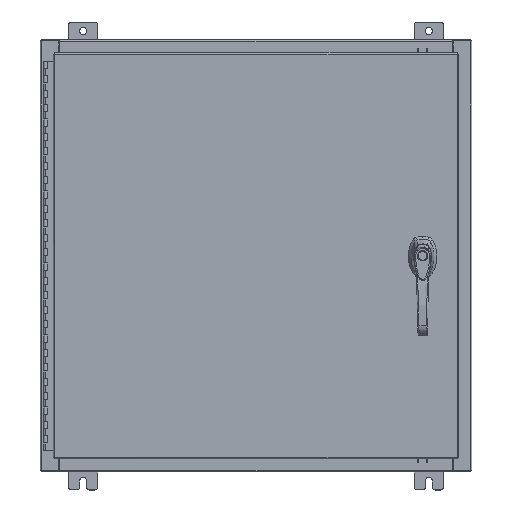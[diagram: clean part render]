
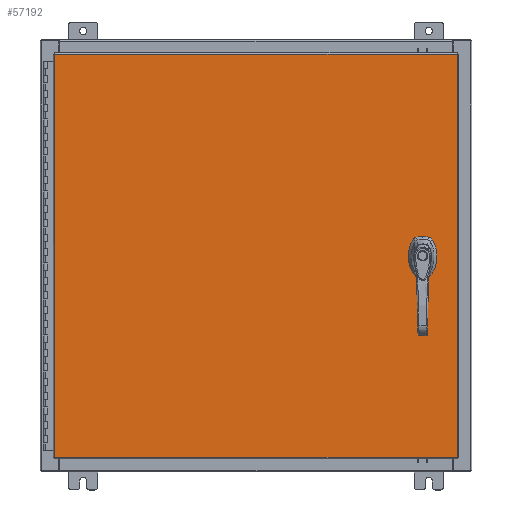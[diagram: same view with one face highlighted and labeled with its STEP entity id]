
A CAD part, top view. The second image highlights one B-rep face of the part: STEP entity #57192.
In plain terms, the highlighted planar face has unit normal (0, 0, 1).
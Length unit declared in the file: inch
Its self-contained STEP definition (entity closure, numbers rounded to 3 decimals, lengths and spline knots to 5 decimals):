
#920 = EDGE_CURVE ( 'NONE', #31760, #57025, #40111, .T. ) ;
#1006 = ORIENTED_EDGE ( 'NONE', *, *, #920, .T. ) ;
#1892 = DIRECTION ( 'NONE',  ( 1., 0., 0. ) ) ;
#3084 = ORIENTED_EDGE ( 'NONE', *, *, #23940, .F. ) ;
#3165 = DIRECTION ( 'NONE',  ( 1., 0., 0. ) ) ;
#5112 = DIRECTION ( 'NONE',  ( 1., 0., 0. ) ) ;
#7985 = PLANE ( 'NONE',  #12321 ) ;
#9828 = CIRCLE ( 'NONE', #86755, 0.45 ) ;
#11159 = LINE ( 'NONE', #80328, #35662 ) ;
#12321 = AXIS2_PLACEMENT_3D ( 'NONE', #118197, #81818, #26531 ) ;
#12332 = CARTESIAN_POINT ( 'NONE',  ( 11.175, 0.20023, 0. ) ) ;
#12863 = EDGE_CURVE ( 'NONE', #90050, #31760, #11159, .T. ) ;
#13140 = VERTEX_POINT ( 'NONE', #111107 ) ;
#13327 = VERTEX_POINT ( 'NONE', #95280 ) ;
#14532 = ORIENTED_EDGE ( 'NONE', *, *, #79408, .T. ) ;
#16488 = EDGE_LOOP ( 'NONE', ( #14532, #62279, #69290, #3084, #18712, #20028, #28277, #35988 ) ) ;
#18082 = EDGE_CURVE ( 'NONE', #39199, #113970, #72504, .T. ) ;
#18330 = CARTESIAN_POINT ( 'NONE',  ( 13.9903, 14.0063, 0. ) ) ;
#18382 = LINE ( 'NONE', #84003, #113749 ) ;
#18712 = ORIENTED_EDGE ( 'NONE', *, *, #106381, .F. ) ;
#19209 = VECTOR ( 'NONE', #3165, 39.37008 ) ;
#19370 = DIRECTION ( 'NONE',  ( 0., 0., 1. ) ) ;
#20028 = ORIENTED_EDGE ( 'NONE', *, *, #61012, .F. ) ;
#21275 = VECTOR ( 'NONE', #42811, 39.37008 ) ;
#21833 = EDGE_CURVE ( 'NONE', #13327, #119392, #78193, .T. ) ;
#22304 = VERTEX_POINT ( 'NONE', #12332 ) ;
#22851 = CARTESIAN_POINT ( 'NONE',  ( 11.578, 0., 0. ) ) ;
#23267 = VERTEX_POINT ( 'NONE', #79270 ) ;
#23940 = EDGE_CURVE ( 'NONE', #47905, #111630, #78112, .T. ) ;
#24356 = ORIENTED_EDGE ( 'NONE', *, *, #18082, .F. ) ;
#24473 = ORIENTED_EDGE ( 'NONE', *, *, #56872, .T. ) ;
#25968 = CARTESIAN_POINT ( 'NONE',  ( 11.37777, 0.403, 0. ) ) ;
#26531 = DIRECTION ( 'NONE',  ( -1., 0., 0. ) ) ;
#28277 = ORIENTED_EDGE ( 'NONE', *, *, #82336, .F. ) ;
#31760 = VERTEX_POINT ( 'NONE', #18330 ) ;
#32106 = DIRECTION ( 'NONE',  ( 1., 0., 0. ) ) ;
#33021 = VECTOR ( 'NONE', #101363, 39.37008 ) ;
#34561 = DIRECTION ( 'NONE',  ( 0., 0., 1. ) ) ;
#34736 = EDGE_CURVE ( 'NONE', #23267, #13140, #90211, .T. ) ;
#35662 = VECTOR ( 'NONE', #61732, 39.37008 ) ;
#35988 = ORIENTED_EDGE ( 'NONE', *, *, #34736, .F. ) ;
#36209 = VERTEX_POINT ( 'NONE', #25968 ) ;
#36631 = CARTESIAN_POINT ( 'NONE',  ( 13.9903, -14.0063, 0. ) ) ;
#39199 = VERTEX_POINT ( 'NONE', #45824 ) ;
#40111 = LINE ( 'NONE', #44847, #86364 ) ;
#40232 = ORIENTED_EDGE ( 'NONE', *, *, #103432, .F. ) ;
#42811 = DIRECTION ( 'NONE',  ( 1., 0., 0. ) ) ;
#42861 = LINE ( 'NONE', #107475, #21275 ) ;
#44180 = VECTOR ( 'NONE', #112685, 39.37008 ) ;
#44516 = CARTESIAN_POINT ( 'NONE',  ( 11.7495, -1.338, 0. ) ) ;
#44847 = CARTESIAN_POINT ( 'NONE',  ( 13.9903, 14.0063, 0. ) ) ;
#45824 = CARTESIAN_POINT ( 'NONE',  ( 11.4065, -1.338, 0. ) ) ;
#47329 = DIRECTION ( 'NONE',  ( 0., 0., 1. ) ) ;
#47905 = VERTEX_POINT ( 'NONE', #109015 ) ;
#48009 = AXIS2_PLACEMENT_3D ( 'NONE', #74649, #19370, #83992 ) ;
#50048 = FACE_BOUND ( 'NONE', #85686, .T. ) ;
#54310 = AXIS2_PLACEMENT_3D ( 'NONE', #89898, #34561, #99200 ) ;
#55911 = FACE_OUTER_BOUND ( 'NONE', #63060, .T. ) ;
#56872 = EDGE_CURVE ( 'NONE', #57025, #66779, #18382, .T. ) ;
#57025 = VERTEX_POINT ( 'NONE', #69708 ) ;
#57138 = DIRECTION ( 'NONE',  ( 0., 0., 1. ) ) ;
#57192 = ADVANCED_FACE ( 'NONE', ( #50048, #55911, #99223 ), #7985, .F. ) ;
#57304 = CARTESIAN_POINT ( 'NONE',  ( 11.175, 0., 0. ) ) ;
#57607 = LINE ( 'NONE', #92050, #33021 ) ;
#60318 = DIRECTION ( 'NONE',  ( 0., 0., 1. ) ) ;
#61012 = EDGE_CURVE ( 'NONE', #36209, #22304, #9828, .T. ) ;
#61732 = DIRECTION ( 'NONE',  ( 0., 1., 0. ) ) ;
#62279 = ORIENTED_EDGE ( 'NONE', *, *, #21833, .F. ) ;
#62627 = DIRECTION ( 'NONE',  ( -1., 0., 0. ) ) ;
#63060 = EDGE_LOOP ( 'NONE', ( #83390, #69296, #1006, #24473 ) ) ;
#63828 = DIRECTION ( 'NONE',  ( -1., 0., 0. ) ) ;
#66779 = VERTEX_POINT ( 'NONE', #103454 ) ;
#69290 = ORIENTED_EDGE ( 'NONE', *, *, #94175, .F. ) ;
#69296 = ORIENTED_EDGE ( 'NONE', *, *, #12863, .T. ) ;
#69708 = CARTESIAN_POINT ( 'NONE',  ( -13.9903, 14.0063, 0. ) ) ;
#71670 = LINE ( 'NONE', #57304, #44180 ) ;
#72504 = CIRCLE ( 'NONE', #48009, 0.1715 ) ;
#73125 = LINE ( 'NONE', #99455, #116465 ) ;
#74649 = CARTESIAN_POINT ( 'NONE',  ( 11.578, -1.338, 0. ) ) ;
#75462 = DIRECTION ( 'NONE',  ( 0., -1., 0. ) ) ;
#78112 = CIRCLE ( 'NONE', #92425, 0.45 ) ;
#78193 = CIRCLE ( 'NONE', #54310, 0.45 ) ;
#79270 = CARTESIAN_POINT ( 'NONE',  ( 11.981, 0.20023, 0. ) ) ;
#79408 = EDGE_CURVE ( 'NONE', #23267, #119392, #57607, .T. ) ;
#79487 = AXIS2_PLACEMENT_3D ( 'NONE', #112508, #57138, #1892 ) ;
#80328 = CARTESIAN_POINT ( 'NONE',  ( 13.9903, -14.0063, 0. ) ) ;
#81818 = DIRECTION ( 'NONE',  ( 0., 0., -1. ) ) ;
#82336 = EDGE_CURVE ( 'NONE', #13140, #36209, #73125, .T. ) ;
#83390 = ORIENTED_EDGE ( 'NONE', *, *, #87464, .T. ) ;
#83992 = DIRECTION ( 'NONE',  ( 1., 0., 0. ) ) ;
#84003 = CARTESIAN_POINT ( 'NONE',  ( -13.9903, 14.0063, 0. ) ) ;
#85686 = EDGE_LOOP ( 'NONE', ( #40232, #24356 ) ) ;
#86364 = VECTOR ( 'NONE', #63828, 39.37008 ) ;
#86755 = AXIS2_PLACEMENT_3D ( 'NONE', #102747, #47329, #112026 ) ;
#87435 = DIRECTION ( 'NONE',  ( 0., 0., 1. ) ) ;
#87464 = EDGE_CURVE ( 'NONE', #66779, #90050, #92929, .T. ) ;
#89898 = CARTESIAN_POINT ( 'NONE',  ( 11.578, 0., 0. ) ) ;
#90050 = VERTEX_POINT ( 'NONE', #36631 ) ;
#90211 = CIRCLE ( 'NONE', #98405, 0.45 ) ;
#92050 = CARTESIAN_POINT ( 'NONE',  ( 11.981, 0., 0. ) ) ;
#92425 = AXIS2_PLACEMENT_3D ( 'NONE', #22851, #87435, #32106 ) ;
#92929 = LINE ( 'NONE', #113777, #19209 ) ;
#94175 = EDGE_CURVE ( 'NONE', #111630, #13327, #42861, .T. ) ;
#95280 = CARTESIAN_POINT ( 'NONE',  ( 11.77823, -0.403, 0. ) ) ;
#98405 = AXIS2_PLACEMENT_3D ( 'NONE', #115719, #60318, #5112 ) ;
#99200 = DIRECTION ( 'NONE',  ( 1., 0., 0. ) ) ;
#99223 = FACE_BOUND ( 'NONE', #16488, .T. ) ;
#99455 = CARTESIAN_POINT ( 'NONE',  ( 0., 0.403, 0. ) ) ;
#101363 = DIRECTION ( 'NONE',  ( 0., -1., 0. ) ) ;
#102747 = CARTESIAN_POINT ( 'NONE',  ( 11.578, 0., 0. ) ) ;
#103432 = EDGE_CURVE ( 'NONE', #113970, #39199, #116899, .T. ) ;
#103454 = CARTESIAN_POINT ( 'NONE',  ( -13.9903, -14.0063, 0. ) ) ;
#106381 = EDGE_CURVE ( 'NONE', #22304, #47905, #71670, .T. ) ;
#107475 = CARTESIAN_POINT ( 'NONE',  ( 0., -0.403, 0. ) ) ;
#109015 = CARTESIAN_POINT ( 'NONE',  ( 11.175, -0.20023, 0. ) ) ;
#109390 = CARTESIAN_POINT ( 'NONE',  ( 11.37777, -0.403, 0. ) ) ;
#111107 = CARTESIAN_POINT ( 'NONE',  ( 11.77823, 0.403, 0. ) ) ;
#111630 = VERTEX_POINT ( 'NONE', #109390 ) ;
#112026 = DIRECTION ( 'NONE',  ( 1., 0., 0. ) ) ;
#112508 = CARTESIAN_POINT ( 'NONE',  ( 11.578, -1.338, 0. ) ) ;
#112685 = DIRECTION ( 'NONE',  ( 0., -1., 0. ) ) ;
#113716 = CARTESIAN_POINT ( 'NONE',  ( 11.981, -0.20023, 0. ) ) ;
#113749 = VECTOR ( 'NONE', #75462, 39.37008 ) ;
#113777 = CARTESIAN_POINT ( 'NONE',  ( -13.9903, -14.0063, 0. ) ) ;
#113970 = VERTEX_POINT ( 'NONE', #44516 ) ;
#115719 = CARTESIAN_POINT ( 'NONE',  ( 11.578, 0., 0. ) ) ;
#116465 = VECTOR ( 'NONE', #62627, 39.37008 ) ;
#116899 = CIRCLE ( 'NONE', #79487, 0.1715 ) ;
#118197 = CARTESIAN_POINT ( 'NONE',  ( 0., 0., 0. ) ) ;
#119392 = VERTEX_POINT ( 'NONE', #113716 ) ;
